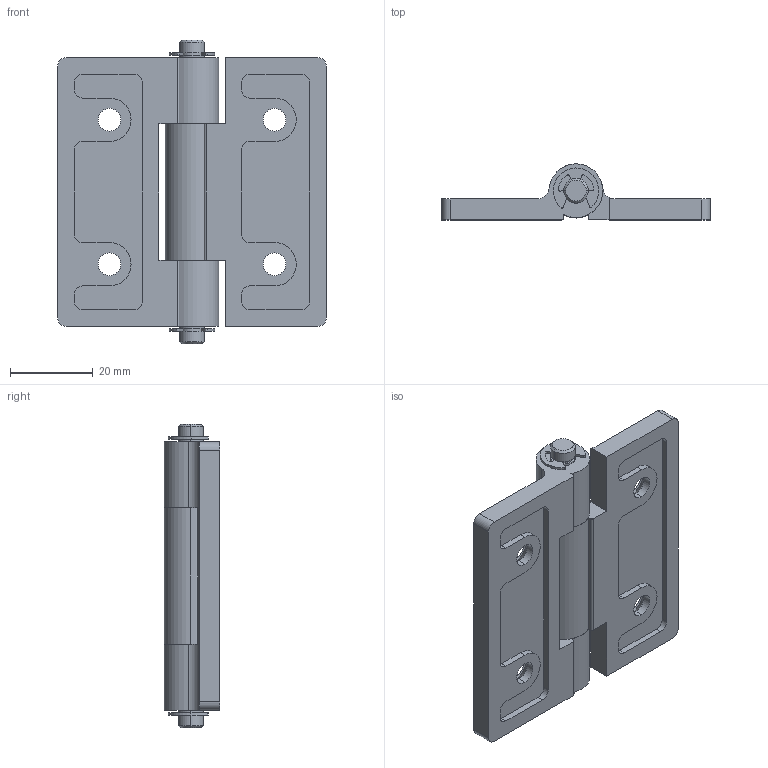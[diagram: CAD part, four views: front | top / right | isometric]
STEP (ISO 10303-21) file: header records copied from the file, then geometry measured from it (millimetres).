
FILE_DESCRIPTION (( 'STEP AP203' ), '1' );
FILE_NAME ('B-64-3.STEP', '2008-12-15T01:35:20', ( ' ' ), ( ' ' ), 'SwSTEP 2.0', 'SolidWorks 2007', '' );
FILE_SCHEMA (( 'CONFIG_CONTROL_DESIGN' ));
Length unit declared in the file: millimetre
Products named in the file (5): B-64-3僸儞僕A__棉太倌; B-64-3僸儞僕B__棉太倌; B-64-3; B-64-3僺儞__棉太倌; 兂5梡E宍巭傔椫_棉太倌
Assembly tree (5 placements, depth 2):
  B-64-3
    B-64-3僸儞僕A__棉太倌
    兂5梡E宍巭傔椫_棉太倌  x2
    B-64-3僺儞__棉太倌
    B-64-3僸儞僕B__棉太倌
Bounding box: 65 x 13.49 x 73.5 mm (x, y, z)
Volume: 23175.3 mm3; surface area: 14909.2 mm2
Topology: 5 solids, 5 shells, 171 faces, 445 edges, 290 vertices
Faces by surface type: cylinder 95, plane 64, cone 12
Entity records: 5137 total; most frequent: DIRECTION 862, CARTESIAN_POINT 786, ORIENTED_EDGE 764, EDGE_CURVE 382, AXIS2_PLACEMENT_3D 324, VERTEX_POINT 248, VECTOR 214, LINE 214
